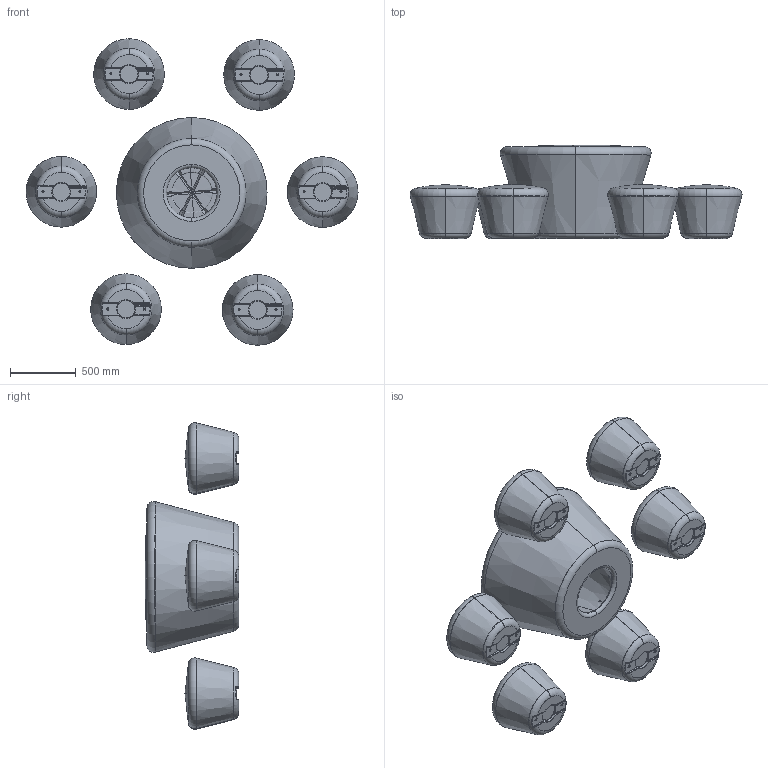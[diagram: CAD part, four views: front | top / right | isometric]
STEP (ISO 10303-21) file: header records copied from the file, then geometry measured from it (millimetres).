
FILE_DESCRIPTION (( 'STEP AP214' ), '1' );
FILE_NAME ('172 Loop picnic Loop Up.STEP', '2020-10-08T13:54:40', ( '' ), ( '' ), 'SwSTEP 2.0', 'SolidWorks 2019', '' );
FILE_SCHEMA (( 'AUTOMOTIVE_DESIGN' ));
Length unit declared in the file: millimetre
Products named in the file (4): Loop Cone; Loop Cone Table; 172 Loop picnic Loop Up; 198_Loop Up_LOOP Spot
Assembly tree (8 placements, depth 2):
  172 Loop picnic Loop Up
    Loop Cone Table
    Loop Cone
    198_Loop Up_LOOP Spot  x6
Bounding box: 2532.25 x 712.49 x 2337.23 mm (x, y, z)
Volume: 81524774.9 mm3; surface area: 19948765.3 mm2
Topology: 26 solids, 33 shells, 1462 faces, 3596 edges, 2228 vertices
Faces by surface type: plane 500, cylinder 498, bspline 220, torus 140, cone 56, sphere 48
Entity records: 17425 total; most frequent: CARTESIAN_POINT 9758, ORIENTED_EDGE 1658, DIRECTION 1381, EDGE_CURVE 829, AXIS2_PLACEMENT_3D 553, VERTEX_POINT 523, EDGE_LOOP 408, FACE_OUTER_BOUND 362
